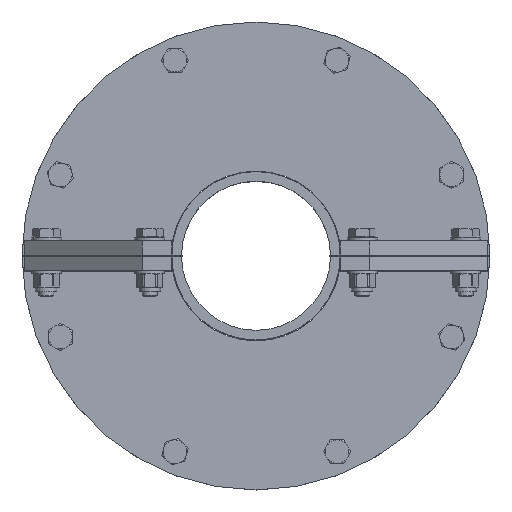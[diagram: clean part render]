
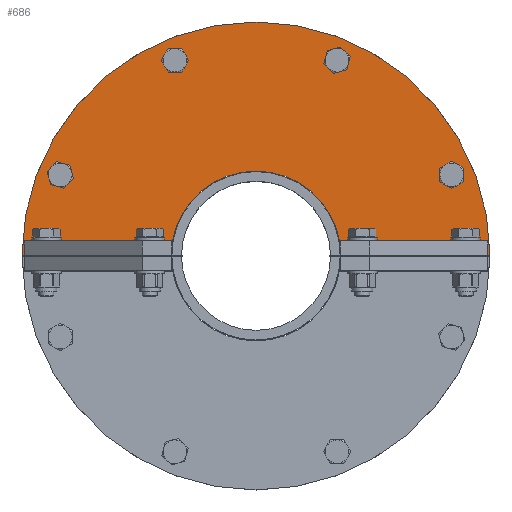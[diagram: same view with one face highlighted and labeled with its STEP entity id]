
A CAD part, top view. The second image highlights one B-rep face of the part: STEP entity #686.
In plain terms, the highlighted planar face has unit normal (0, 0, 1).
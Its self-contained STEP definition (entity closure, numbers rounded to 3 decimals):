
#404=CARTESIAN_POINT('',(158.5,0.2,10.0));
#405=VERTEX_POINT('',#404);
#414=CARTESIAN_POINT('',(57.5,0.2,10.0));
#415=VERTEX_POINT('',#414);
#416=CARTESIAN_POINT('',(57.5,0.2,10.0));
#417=DIRECTION('',(1.0,0.0,0.0));
#418=VECTOR('',#417,101.);
#419=LINE('',#416,#418);
#420=EDGE_CURVE('',#415,#405,#419,.T.);
#446=CARTESIAN_POINT('',(-158.5,0.2,10.0));
#447=VERTEX_POINT('',#446);
#462=CARTESIAN_POINT('',(-57.5,0.2,10.0));
#463=VERTEX_POINT('',#462);
#470=CARTESIAN_POINT('',(-158.5,0.2,10.0));
#471=DIRECTION('',(1.0,0.0,0.0));
#472=VECTOR('',#471,101.);
#473=LINE('',#470,#472);
#474=EDGE_CURVE('',#447,#463,#473,.T.);
#555=CARTESIAN_POINT('',(0.0,0.0,10.0));
#556=DIRECTION('',(0.0,0.0,-1.0));
#557=DIRECTION('',(-1.0,0.0,0.0));
#558=AXIS2_PLACEMENT_3D('',#555,#556,#557);
#559=CIRCLE('',#558,57.5);
#560=EDGE_CURVE('',#463,#415,#559,.T.);
#573=CARTESIAN_POINT('',(59.334,128.157,10.0));
#574=VERTEX_POINT('',#573);
#575=CARTESIAN_POINT('',(54.915,132.577,10.0));
#576=DIRECTION('',(0.0,0.0,-1.0));
#577=DIRECTION('',(0.707,-0.707,0.0));
#578=AXIS2_PLACEMENT_3D('',#575,#576,#577);
#579=CIRCLE('',#578,6.25);
#580=EDGE_CURVE('',#574,#574,#579,.T.);
#593=CARTESIAN_POINT('',(132.577,48.665,10.0));
#594=VERTEX_POINT('',#593);
#595=CARTESIAN_POINT('',(132.577,54.915,10.0));
#596=DIRECTION('',(0.0,0.0,-1.0));
#597=DIRECTION('',(0.0,-1.0,0.0));
#598=AXIS2_PLACEMENT_3D('',#595,#596,#597);
#599=CIRCLE('',#598,6.25);
#600=EDGE_CURVE('',#594,#594,#599,.T.);
#613=CARTESIAN_POINT('',(-128.157,59.334,10.0));
#614=VERTEX_POINT('',#613);
#615=CARTESIAN_POINT('',(-132.577,54.915,10.0));
#616=DIRECTION('',(0.0,0.0,-1.0));
#617=DIRECTION('',(0.707,0.707,0.0));
#618=AXIS2_PLACEMENT_3D('',#615,#616,#617);
#619=CIRCLE('',#618,6.25);
#620=EDGE_CURVE('',#614,#614,#619,.T.);
#633=CARTESIAN_POINT('',(-48.665,132.577,10.0));
#634=VERTEX_POINT('',#633);
#635=CARTESIAN_POINT('',(-54.915,132.577,10.0));
#636=DIRECTION('',(0.0,0.0,-1.0));
#637=DIRECTION('',(1.0,0.0,0.0));
#638=AXIS2_PLACEMENT_3D('',#635,#636,#637);
#639=CIRCLE('',#638,6.25);
#640=EDGE_CURVE('',#634,#634,#639,.T.);
#651=CARTESIAN_POINT('',(0.0,0.0,10.0));
#652=DIRECTION('',(0.0,0.0,-1.0));
#653=DIRECTION('',(-1.0,0.0,0.0));
#654=AXIS2_PLACEMENT_3D('',#651,#652,#653);
#655=CIRCLE('',#654,158.5);
#656=EDGE_CURVE('',#447,#405,#655,.T.);
#663=CARTESIAN_POINT('',(0.0,0.0,10.0));
#664=DIRECTION('',(0.0,0.0,-1.0));
#665=DIRECTION('',(-1.0,0.0,0.0));
#666=AXIS2_PLACEMENT_3D('',#663,#664,#665);
#667=PLANE('',#666);
#668=ORIENTED_EDGE('',*,*,#474,.T.);
#669=ORIENTED_EDGE('',*,*,#560,.T.);
#670=ORIENTED_EDGE('',*,*,#420,.T.);
#671=ORIENTED_EDGE('',*,*,#656,.F.);
#672=EDGE_LOOP('',(#668,#669,#670,#671));
#673=FACE_OUTER_BOUND('',#672,.T.);
#674=ORIENTED_EDGE('',*,*,#580,.T.);
#675=EDGE_LOOP('',(#674));
#676=FACE_BOUND('',#675,.T.);
#677=ORIENTED_EDGE('',*,*,#600,.T.);
#678=EDGE_LOOP('',(#677));
#679=FACE_BOUND('',#678,.T.);
#680=ORIENTED_EDGE('',*,*,#620,.T.);
#681=EDGE_LOOP('',(#680));
#682=FACE_BOUND('',#681,.T.);
#683=ORIENTED_EDGE('',*,*,#640,.T.);
#684=EDGE_LOOP('',(#683));
#685=FACE_BOUND('',#684,.T.);
#686=ADVANCED_FACE('',(#673,#676,#679,#682,#685),#667,.F.);
